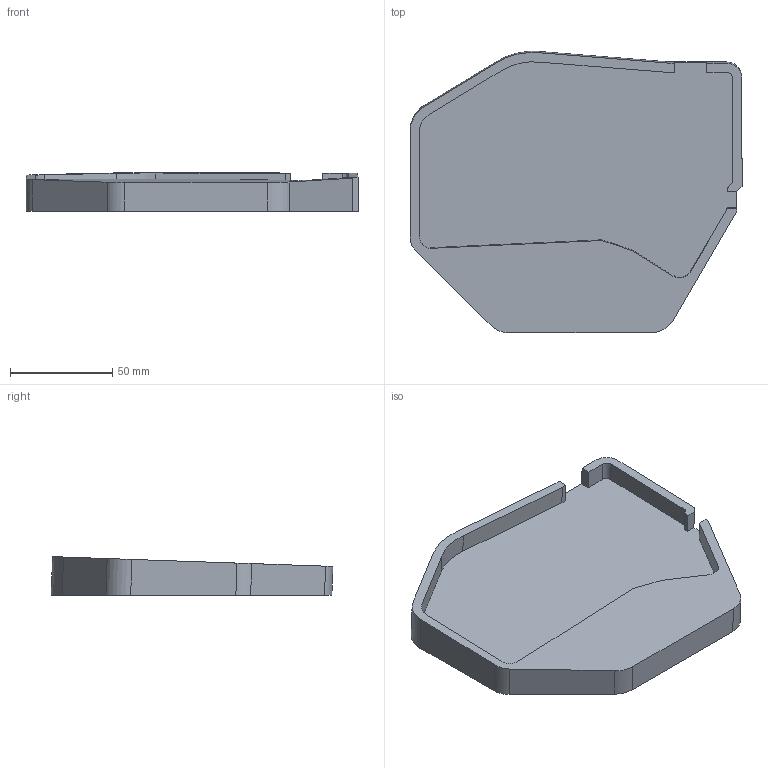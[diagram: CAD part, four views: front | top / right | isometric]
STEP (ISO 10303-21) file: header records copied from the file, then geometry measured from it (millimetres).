
FILE_DESCRIPTION(/* description */ ('STEP AP242','CAx-IF Rec.Pracs.---Representation and Presentation of Product Manufacturing Information (PMI)---4.0---2014-10-13','CAx-IF Rec.Pracs.---3D Tessellated Geometry---0.4---2014-09-14','2;1'),/* implementation_level */ '2;1');
FILE_NAME(/* name */ '657ca0f3d277546622b5ca2b',/* time_stamp */ '2023-12-15T18:54:43Z',/* author */ (''),/* organization */ (''),/* preprocessor_version */ 'ST-DEVELOPER v19.4',/* originating_system */ ' ',/* authorisation */ ' ');
FILE_SCHEMA (('AP242_MANAGED_MODEL_BASED_3D_ENGINEERING_MIM_LF { 1 0 10303 442 1 1 4 }'));
Length unit declared in the file: metre
Products named in the file (1): Part 1
Bounding box: 162.56 x 137.94 x 18.95 mm (x, y, z)
Volume: 192116.3 mm3; surface area: 50691.9 mm2
Topology: 1 solids, 1 shells, 42 faces, 119 edges, 79 vertices
Faces by surface type: plane 31, cylinder 11
Entity records: 1379 total; most frequent: CARTESIAN_POINT 241, ORIENTED_EDGE 238, DIRECTION 227, EDGE_CURVE 119, LINE 97, VECTOR 97, VERTEX_POINT 79, AXIS2_PLACEMENT_3D 65
